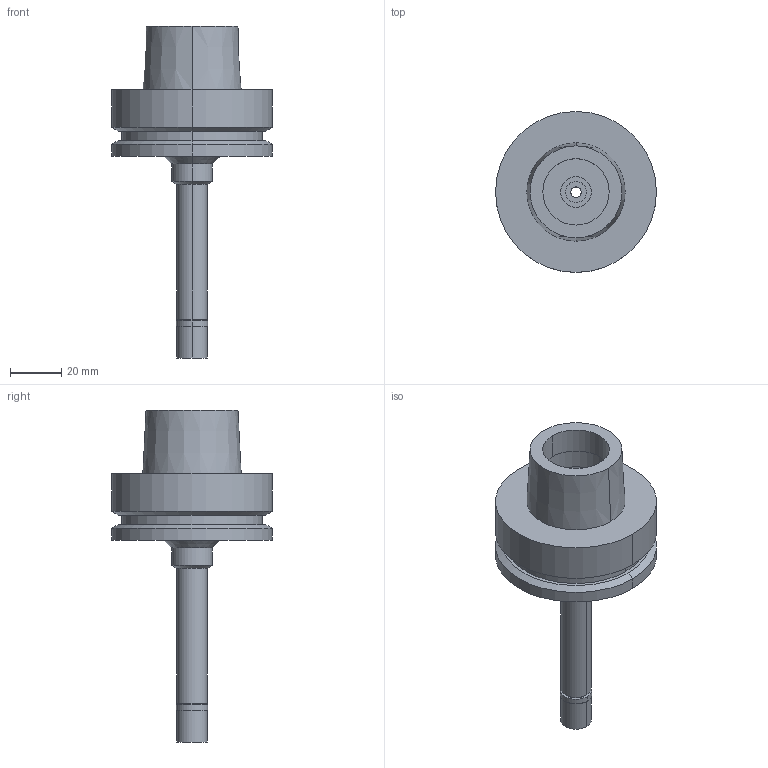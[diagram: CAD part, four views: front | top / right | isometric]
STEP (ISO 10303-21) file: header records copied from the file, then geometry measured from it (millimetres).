
FILE_DESCRIPTION (( 'STEP AP203' ), '1' );
FILE_NAME ('HSK-F63-MEGA4S-105.stp', '2019-07-03T17:43:15', ( '' ), ( '' ), 'SwSTEP 2.0', 'SolidWorks 2019', '' );
FILE_SCHEMA (( 'CONFIG_CONTROL_DESIGN' ));
Length unit declared in the file: millimetre
Products named in the file (7): HSK-F63-MEGA4S-105_1.stp; HSK-F63-MEGA4S-105; MGN4S_1.stp; HSK-F63-MEGA4S-105-040.stp; HF63MS04105-040_ASM.stp; DXF_TEMP_ASSY_ASM_4_ASM.stp; HSK-F63-MEGA4S-105-040-FreeParts
Assembly tree (5 placements, depth 5):
  HSK-F63-MEGA4S-105
    HSK-F63-MEGA4S-105-040.stp
      HF63MS04105-040_ASM.stp
        DXF_TEMP_ASSY_ASM_4_ASM.stp
          HSK-F63-MEGA4S-105_1.stp
          MGN4S_1.stp
  HSK-F63-MEGA4S-105-040-FreeParts
Bounding box: 63 x 63 x 130 mm (x, y, z)
Volume: 89848.6 mm3; surface area: 24059.2 mm2
Topology: 2 solids, 2 shells, 78 faces, 156 edges, 96 vertices
Faces by surface type: cylinder 42, plane 18, cone 16, torus 2
Entity records: 2772 total; most frequent: DIRECTION 432, CARTESIAN_POINT 341, ORIENTED_EDGE 312, AXIS2_PLACEMENT_3D 187, EDGE_CURVE 156, CIRCLE 98, EDGE_LOOP 96, VERTEX_POINT 96
